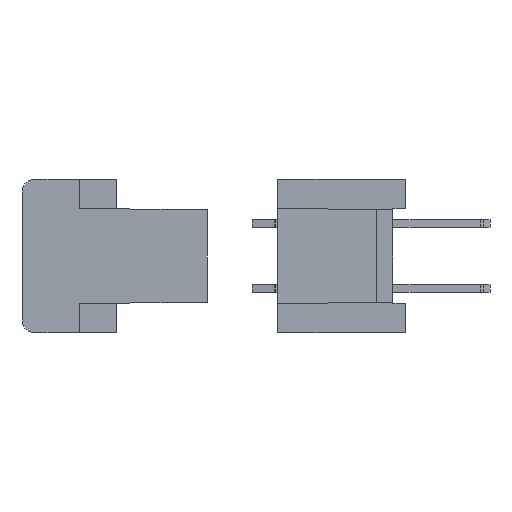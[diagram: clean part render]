
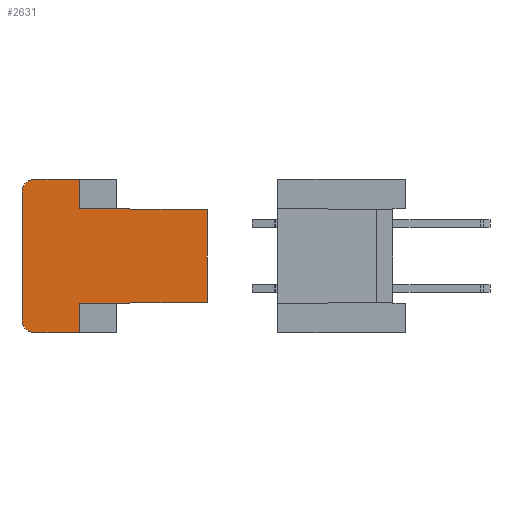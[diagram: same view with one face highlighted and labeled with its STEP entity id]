
A CAD part, left-side view. The second image highlights one B-rep face of the part: STEP entity #2631.
In plain terms, the highlighted planar face has unit normal (-1, 0, 0).
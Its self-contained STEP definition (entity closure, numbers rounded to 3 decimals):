
#2631=ADVANCED_FACE('',(#5440),#5441,.T.);
#5440=FACE_OUTER_BOUND('',#8379,.T.);
#5441=PLANE('',#8380);
#8379=EDGE_LOOP('',(#16666,#16667,#16668,#16669,#16670,#16671,#16672,#16673,#16674,#16675,#16676,#16677,#16678,#16679));
#8380=AXIS2_PLACEMENT_3D('',#16680,#16681,#16682);
#16666=ORIENTED_EDGE('',*,*,#21132,.T.);
#16667=ORIENTED_EDGE('',*,*,#21139,.F.);
#16668=ORIENTED_EDGE('',*,*,#21161,.F.);
#16669=ORIENTED_EDGE('',*,*,#21162,.T.);
#16670=ORIENTED_EDGE('',*,*,#21163,.F.);
#16671=ORIENTED_EDGE('',*,*,#21158,.F.);
#16672=ORIENTED_EDGE('',*,*,#21155,.T.);
#16673=ORIENTED_EDGE('',*,*,#21152,.T.);
#16674=ORIENTED_EDGE('',*,*,#21164,.T.);
#16675=ORIENTED_EDGE('',*,*,#21165,.F.);
#16676=ORIENTED_EDGE('',*,*,#21166,.F.);
#16677=ORIENTED_EDGE('',*,*,#21167,.F.);
#16678=ORIENTED_EDGE('',*,*,#21168,.T.);
#16679=ORIENTED_EDGE('',*,*,#21148,.T.);
#16680=CARTESIAN_POINT('',(-19.21,11.375,-3.0));
#16681=DIRECTION('',(-1.0,0.0,0.0));
#16682=DIRECTION('',(0.0,-1.0,0.0));
#21132=EDGE_CURVE('',#26316,#26317,#26318,.T.);
#21139=EDGE_CURVE('',#26327,#26317,#26329,.T.);
#21148=EDGE_CURVE('',#26343,#26316,#26344,.T.);
#21152=EDGE_CURVE('',#26351,#26349,#26352,.T.);
#21155=EDGE_CURVE('',#26355,#26351,#26356,.T.);
#21158=EDGE_CURVE('',#26355,#26359,#26360,.T.);
#21161=EDGE_CURVE('',#26363,#26327,#26364,.T.);
#21162=EDGE_CURVE('',#26363,#26365,#26366,.T.);
#21163=EDGE_CURVE('',#26359,#26365,#26367,.T.);
#21164=EDGE_CURVE('',#26349,#26368,#26369,.T.);
#21165=EDGE_CURVE('',#26370,#26368,#26371,.T.);
#21166=EDGE_CURVE('',#26372,#26370,#26373,.T.);
#21167=EDGE_CURVE('',#26374,#26372,#26375,.T.);
#21168=EDGE_CURVE('',#26374,#26343,#26376,.T.);
#26316=VERTEX_POINT('',#33544);
#26317=VERTEX_POINT('',#33545);
#26318=LINE('',#33546,#33547);
#26327=VERTEX_POINT('',#33560);
#26329=LINE('',#33563,#33564);
#26343=VERTEX_POINT('',#33584);
#26344=LINE('',#33585,#33586);
#26349=VERTEX_POINT('',#33593);
#26351=VERTEX_POINT('',#33596);
#26352=LINE('',#33597,#33598);
#26355=VERTEX_POINT('',#33602);
#26356=LINE('',#33603,#33604);
#26359=VERTEX_POINT('',#33608);
#26360=LINE('',#33609,#33610);
#26363=VERTEX_POINT('',#33614);
#26364=LINE('',#33615,#33616);
#26365=VERTEX_POINT('',#33617);
#26366=LINE('',#33618,#33619);
#26367=LINE('',#33620,#33621);
#26368=VERTEX_POINT('',#33622);
#26369=LINE('',#33623,#33624);
#26370=VERTEX_POINT('',#33625);
#26371=CIRCLE('',#33626,0.5);
#26372=VERTEX_POINT('',#33627);
#26373=LINE('',#33628,#33629);
#26374=VERTEX_POINT('',#33630);
#26375=CIRCLE('',#33631,0.5);
#26376=LINE('',#33632,#33633);
#33544=CARTESIAN_POINT('',(-19.21,12.75,-1.85));
#33545=CARTESIAN_POINT('',(-19.21,11.3,-1.85));
#33546=CARTESIAN_POINT('',(-19.21,10.8,-1.85));
#33547=VECTOR('',#38085,1.0);
#33560=CARTESIAN_POINT('',(-19.21,11.3,-1.842));
#33563=CARTESIAN_POINT('',(-19.21,11.3,-2.711));
#33564=VECTOR('',#38091,1.0);
#33584=CARTESIAN_POINT('',(-19.21,12.75,-3.0));
#33585=CARTESIAN_POINT('',(-19.21,12.75,-3.175));
#33586=VECTOR('',#38098,1.0);
#33593=CARTESIAN_POINT('',(-19.21,12.75,3.0));
#33596=CARTESIAN_POINT('',(-19.21,12.75,1.85));
#33597=CARTESIAN_POINT('',(-19.21,12.75,0.175));
#33598=VECTOR('',#38102,1.0);
#33602=CARTESIAN_POINT('',(-19.21,11.3,1.85));
#33603=CARTESIAN_POINT('',(-19.21,10.8,1.85));
#33604=VECTOR('',#38104,1.0);
#33608=CARTESIAN_POINT('',(-19.21,11.3,1.842));
#33609=CARTESIAN_POINT('',(-19.21,11.3,-0.289));
#33610=VECTOR('',#38106,1.0);
#33614=CARTESIAN_POINT('',(-19.21,7.75,-1.811));
#33615=CARTESIAN_POINT('',(-19.21,10.455,-1.835));
#33616=VECTOR('',#38108,1.0);
#33617=CARTESIAN_POINT('',(-19.21,7.75,1.811));
#33618=CARTESIAN_POINT('',(-19.21,7.75,-3.0));
#33619=VECTOR('',#38109,1.0);
#33620=CARTESIAN_POINT('',(-19.21,10.429,1.835));
#33621=VECTOR('',#38110,1.0);
#33622=CARTESIAN_POINT('',(-19.21,14.5,3.));
#33623=CARTESIAN_POINT('',(-19.21,15.0,3.0));
#33624=VECTOR('',#38111,1.0);
#33625=CARTESIAN_POINT('',(-19.21,15.0,2.5));
#33626=AXIS2_PLACEMENT_3D('',#38112,#38113,#38114);
#33627=CARTESIAN_POINT('',(-19.21,15.,-2.5));
#33628=CARTESIAN_POINT('',(-19.21,15.0,-3.0));
#33629=VECTOR('',#38115,1.0);
#33630=CARTESIAN_POINT('',(-19.21,14.5,-3.));
#33631=AXIS2_PLACEMENT_3D('',#38116,#38117,#38118);
#33632=CARTESIAN_POINT('',(-19.21,15.0,-3.0));
#33633=VECTOR('',#38119,1.0);
#38085=DIRECTION('',(0.0,-1.0,0.0));
#38091=DIRECTION('',(-0.0,-0.0,-1.0));
#38098=DIRECTION('',(0.0,0.0,1.0));
#38102=DIRECTION('',(0.0,0.0,1.0));
#38104=DIRECTION('',(0.0,1.0,0.0));
#38106=DIRECTION('',(-0.0,-0.0,-1.0));
#38108=DIRECTION('',(0.0,1.,-0.009));
#38109=DIRECTION('',(0.0,0.0,1.0));
#38110=DIRECTION('',(-0.0,-1.,-0.009));
#38111=DIRECTION('',(0.0,1.0,0.0));
#38112=CARTESIAN_POINT('',(-19.21,14.5,2.5));
#38113=DIRECTION('',(1.0,0.0,0.0));
#38114=DIRECTION('',(0.0,0.0,-1.0));
#38115=DIRECTION('',(0.0,0.0,1.0));
#38116=CARTESIAN_POINT('',(-19.21,14.5,-2.5));
#38117=DIRECTION('',(1.0,0.0,0.0));
#38118=DIRECTION('',(0.0,0.0,-1.0));
#38119=DIRECTION('',(0.0,-1.0,0.0));
